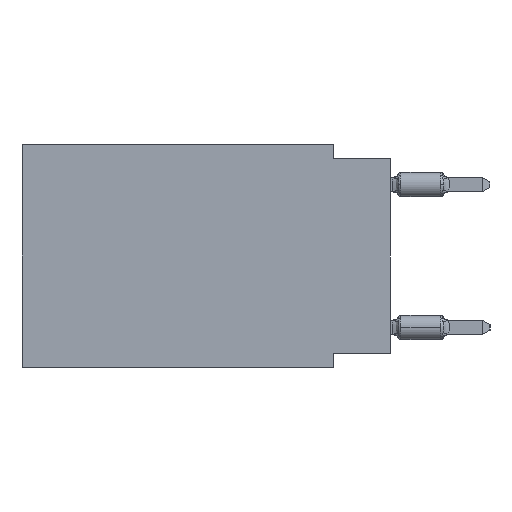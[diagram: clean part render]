
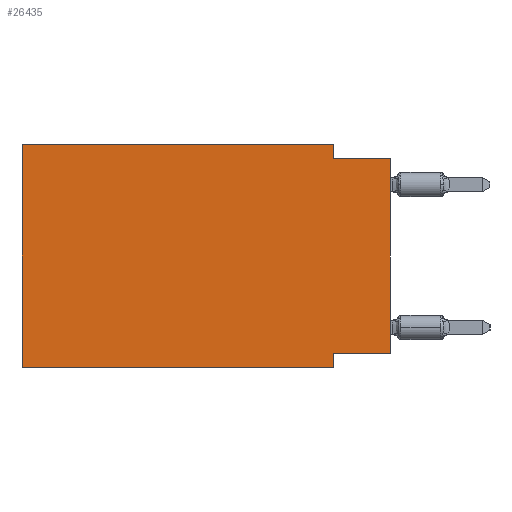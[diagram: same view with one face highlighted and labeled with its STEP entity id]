
A CAD part, left-side view. The second image highlights one B-rep face of the part: STEP entity #26435.
In plain terms, the highlighted planar face has unit normal (-1, 0, 0).
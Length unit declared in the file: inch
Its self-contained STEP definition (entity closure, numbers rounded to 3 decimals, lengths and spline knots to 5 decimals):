
#784 = EDGE_CURVE ( 'NONE', #35515, #21039, #16776, .T. ) ;
#1367 = VERTEX_POINT ( 'NONE', #31888 ) ;
#1560 = VERTEX_POINT ( 'NONE', #37555 ) ;
#3344 = DIRECTION ( 'NONE',  ( 0., 0., -1. ) ) ;
#3412 = DIRECTION ( 'NONE',  ( 1., 0., 0. ) ) ;
#3552 = EDGE_CURVE ( 'NONE', #35515, #1367, #27707, .T. ) ;
#3930 = EDGE_CURVE ( 'NONE', #23609, #20165, #35811, .T. ) ;
#4203 = CARTESIAN_POINT ( 'NONE',  ( 0., 0., -0.025 ) ) ;
#4346 = DIRECTION ( 'NONE',  ( 0., 0., 1. ) ) ;
#5688 = EDGE_CURVE ( 'NONE', #1367, #20165, #40650, .T. ) ;
#5799 = VECTOR ( 'NONE', #49143, 39.37008 ) ;
#6988 = VECTOR ( 'NONE', #40233, 39.37008 ) ;
#7646 = CARTESIAN_POINT ( 'NONE',  ( 0., 0., -0.025 ) ) ;
#8515 = ORIENTED_EDGE ( 'NONE', *, *, #20189, .F. ) ;
#10124 = EDGE_LOOP ( 'NONE', ( #44375, #53374, #34728, #8515, #37995, #11822, #50045, #17031 ) ) ;
#10539 = CARTESIAN_POINT ( 'NONE',  ( 0., 0.645, -0.39 ) ) ;
#10808 = LINE ( 'NONE', #14067, #45502 ) ;
#11550 = VECTOR ( 'NONE', #23544, 39.37008 ) ;
#11822 = ORIENTED_EDGE ( 'NONE', *, *, #3930, .T. ) ;
#14067 = CARTESIAN_POINT ( 'NONE',  ( 0., 0.1, 0. ) ) ;
#15665 = CARTESIAN_POINT ( 'NONE',  ( 0., 0.645, 0. ) ) ;
#15915 = VECTOR ( 'NONE', #3344, 39.37008 ) ;
#16776 = LINE ( 'NONE', #45370, #30086 ) ;
#17031 = ORIENTED_EDGE ( 'NONE', *, *, #3552, .F. ) ;
#20165 = VERTEX_POINT ( 'NONE', #36371 ) ;
#20189 = EDGE_CURVE ( 'NONE', #1560, #37336, #28186, .T. ) ;
#21039 = VERTEX_POINT ( 'NONE', #7646 ) ;
#21588 = LINE ( 'NONE', #4203, #29979 ) ;
#22514 = DIRECTION ( 'NONE',  ( 0., 0., -1. ) ) ;
#23544 = DIRECTION ( 'NONE',  ( 0., -1., 0. ) ) ;
#23607 = CARTESIAN_POINT ( 'NONE',  ( 0., 0., -0.365 ) ) ;
#23609 = VERTEX_POINT ( 'NONE', #10539 ) ;
#24394 = CARTESIAN_POINT ( 'NONE',  ( 0., 0., -0.365 ) ) ;
#24758 = CARTESIAN_POINT ( 'NONE',  ( 0., 0.645, 0. ) ) ;
#24932 = AXIS2_PLACEMENT_3D ( 'NONE', #15665, #3412, #35292 ) ;
#25670 = EDGE_CURVE ( 'NONE', #23609, #1560, #49544, .T. ) ;
#26435 = ADVANCED_FACE ( 'NONE', ( #36369 ), #52953, .F. ) ;
#27707 = LINE ( 'NONE', #23607, #6988 ) ;
#28186 = LINE ( 'NONE', #32553, #5799 ) ;
#29979 = VECTOR ( 'NONE', #38218, 39.37008 ) ;
#30086 = VECTOR ( 'NONE', #33402, 39.37008 ) ;
#30647 = CARTESIAN_POINT ( 'NONE',  ( 0., 0.645, -0.39 ) ) ;
#31888 = CARTESIAN_POINT ( 'NONE',  ( 0., 0.1, -0.365 ) ) ;
#32553 = CARTESIAN_POINT ( 'NONE',  ( 0., 0.645, 0. ) ) ;
#33402 = DIRECTION ( 'NONE',  ( 0., 0., 1. ) ) ;
#33904 = EDGE_CURVE ( 'NONE', #41110, #21039, #21588, .T. ) ;
#34728 = ORIENTED_EDGE ( 'NONE', *, *, #46639, .F. ) ;
#35292 = DIRECTION ( 'NONE',  ( 0., 0., -1. ) ) ;
#35385 = CARTESIAN_POINT ( 'NONE',  ( 0., 0.1, -0.025 ) ) ;
#35515 = VERTEX_POINT ( 'NONE', #24394 ) ;
#35811 = LINE ( 'NONE', #30647, #11550 ) ;
#36369 = FACE_OUTER_BOUND ( 'NONE', #10124, .T. ) ;
#36371 = CARTESIAN_POINT ( 'NONE',  ( 0., 0.1, -0.39 ) ) ;
#37336 = VERTEX_POINT ( 'NONE', #39009 ) ;
#37555 = CARTESIAN_POINT ( 'NONE',  ( 0., 0.645, 0. ) ) ;
#37995 = ORIENTED_EDGE ( 'NONE', *, *, #25670, .F. ) ;
#38218 = DIRECTION ( 'NONE',  ( 0., -1., 0. ) ) ;
#39009 = CARTESIAN_POINT ( 'NONE',  ( 0., 0.1, 0. ) ) ;
#40233 = DIRECTION ( 'NONE',  ( 0., 1., 0. ) ) ;
#40650 = LINE ( 'NONE', #40913, #15915 ) ;
#40913 = CARTESIAN_POINT ( 'NONE',  ( 0., 0.1, -0.39 ) ) ;
#41110 = VERTEX_POINT ( 'NONE', #35385 ) ;
#44375 = ORIENTED_EDGE ( 'NONE', *, *, #784, .T. ) ;
#45370 = CARTESIAN_POINT ( 'NONE',  ( 0., 0., 0. ) ) ;
#45502 = VECTOR ( 'NONE', #22514, 39.37008 ) ;
#46639 = EDGE_CURVE ( 'NONE', #37336, #41110, #10808, .T. ) ;
#49143 = DIRECTION ( 'NONE',  ( 0., -1., 0. ) ) ;
#49264 = VECTOR ( 'NONE', #4346, 39.37008 ) ;
#49544 = LINE ( 'NONE', #24758, #49264 ) ;
#50045 = ORIENTED_EDGE ( 'NONE', *, *, #5688, .F. ) ;
#52953 = PLANE ( 'NONE',  #24932 ) ;
#53374 = ORIENTED_EDGE ( 'NONE', *, *, #33904, .F. ) ;
